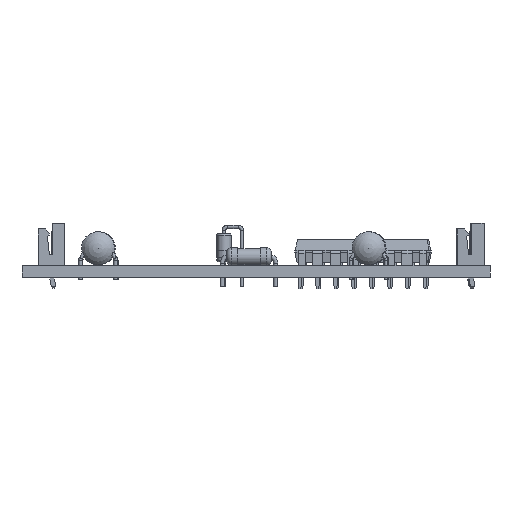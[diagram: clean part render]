
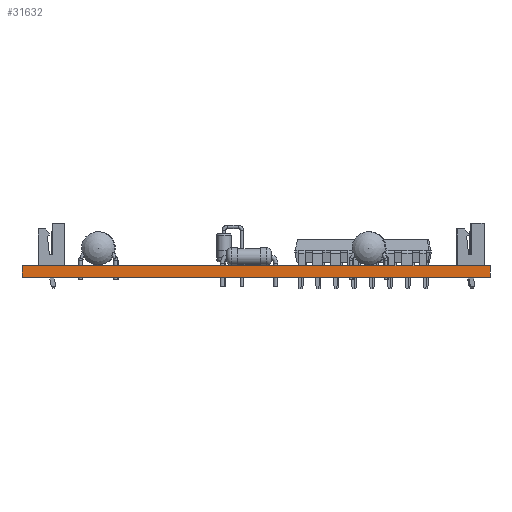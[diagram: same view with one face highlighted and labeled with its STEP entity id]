
A CAD part, front view. The second image highlights one B-rep face of the part: STEP entity #31632.
In plain terms, the highlighted planar face has unit normal (0, -1, 0).
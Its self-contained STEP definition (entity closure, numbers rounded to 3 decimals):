
#31632 = ADVANCED_FACE('',(#31633),#31647,.F.);
#31633 = FACE_BOUND('',#31634,.F.);
#31634 = EDGE_LOOP('',(#31635,#31670,#31698,#31726));
#31635 = ORIENTED_EDGE('',*,*,#31636,.T.);
#31636 = EDGE_CURVE('',#31637,#31639,#31641,.T.);
#31637 = VERTEX_POINT('',#31638);
#31638 = CARTESIAN_POINT('',(97.5,-129.75,0.));
#31639 = VERTEX_POINT('',#31640);
#31640 = CARTESIAN_POINT('',(97.5,-129.75,1.6));
#31641 = SURFACE_CURVE('',#31642,(#31646,#31658),.PCURVE_S1.);
#31642 = LINE('',#31643,#31644);
#31643 = CARTESIAN_POINT('',(97.5,-129.75,0.));
#31644 = VECTOR('',#31645,1.);
#31645 = DIRECTION('',(0.,0.,1.));
#31646 = PCURVE('',#31647,#31652);
#31647 = PLANE('',#31648);
#31648 = AXIS2_PLACEMENT_3D('',#31649,#31650,#31651);
#31649 = CARTESIAN_POINT('',(97.5,-129.75,0.));
#31650 = DIRECTION('',(0.,1.,0.));
#31651 = DIRECTION('',(1.,0.,0.));
#31652 = DEFINITIONAL_REPRESENTATION('',(#31653),#31657);
#31653 = LINE('',#31654,#31655);
#31654 = CARTESIAN_POINT('',(0.,0.));
#31655 = VECTOR('',#31656,1.);
#31656 = DIRECTION('',(0.,-1.));
#31657 = ( GEOMETRIC_REPRESENTATION_CONTEXT(2) 
PARAMETRIC_REPRESENTATION_CONTEXT() REPRESENTATION_CONTEXT('2D SPACE',''
  ) );
#31658 = PCURVE('',#31659,#31664);
#31659 = PLANE('',#31660);
#31660 = AXIS2_PLACEMENT_3D('',#31661,#31662,#31663);
#31661 = CARTESIAN_POINT('',(97.5,-73.5,0.));
#31662 = DIRECTION('',(1.,0.,-0.));
#31663 = DIRECTION('',(0.,-1.,0.));
#31664 = DEFINITIONAL_REPRESENTATION('',(#31665),#31669);
#31665 = LINE('',#31666,#31667);
#31666 = CARTESIAN_POINT('',(56.25,0.));
#31667 = VECTOR('',#31668,1.);
#31668 = DIRECTION('',(0.,-1.));
#31669 = ( GEOMETRIC_REPRESENTATION_CONTEXT(2) 
PARAMETRIC_REPRESENTATION_CONTEXT() REPRESENTATION_CONTEXT('2D SPACE',''
  ) );
#31670 = ORIENTED_EDGE('',*,*,#31671,.T.);
#31671 = EDGE_CURVE('',#31639,#31672,#31674,.T.);
#31672 = VERTEX_POINT('',#31673);
#31673 = CARTESIAN_POINT('',(164.,-129.75,1.6));
#31674 = SURFACE_CURVE('',#31675,(#31679,#31686),.PCURVE_S1.);
#31675 = LINE('',#31676,#31677);
#31676 = CARTESIAN_POINT('',(97.5,-129.75,1.6));
#31677 = VECTOR('',#31678,1.);
#31678 = DIRECTION('',(1.,0.,0.));
#31679 = PCURVE('',#31647,#31680);
#31680 = DEFINITIONAL_REPRESENTATION('',(#31681),#31685);
#31681 = LINE('',#31682,#31683);
#31682 = CARTESIAN_POINT('',(0.,-1.6));
#31683 = VECTOR('',#31684,1.);
#31684 = DIRECTION('',(1.,0.));
#31685 = ( GEOMETRIC_REPRESENTATION_CONTEXT(2) 
PARAMETRIC_REPRESENTATION_CONTEXT() REPRESENTATION_CONTEXT('2D SPACE',''
  ) );
#31686 = PCURVE('',#31687,#31692);
#31687 = PLANE('',#31688);
#31688 = AXIS2_PLACEMENT_3D('',#31689,#31690,#31691);
#31689 = CARTESIAN_POINT('',(130.745,-101.627,1.6));
#31690 = DIRECTION('',(0.,0.,1.));
#31691 = DIRECTION('',(1.,0.,-0.));
#31692 = DEFINITIONAL_REPRESENTATION('',(#31693),#31697);
#31693 = LINE('',#31694,#31695);
#31694 = CARTESIAN_POINT('',(-33.245,-28.123));
#31695 = VECTOR('',#31696,1.);
#31696 = DIRECTION('',(1.,0.));
#31697 = ( GEOMETRIC_REPRESENTATION_CONTEXT(2) 
PARAMETRIC_REPRESENTATION_CONTEXT() REPRESENTATION_CONTEXT('2D SPACE',''
  ) );
#31698 = ORIENTED_EDGE('',*,*,#31699,.F.);
#31699 = EDGE_CURVE('',#31700,#31672,#31702,.T.);
#31700 = VERTEX_POINT('',#31701);
#31701 = CARTESIAN_POINT('',(164.,-129.75,0.));
#31702 = SURFACE_CURVE('',#31703,(#31707,#31714),.PCURVE_S1.);
#31703 = LINE('',#31704,#31705);
#31704 = CARTESIAN_POINT('',(164.,-129.75,0.));
#31705 = VECTOR('',#31706,1.);
#31706 = DIRECTION('',(0.,0.,1.));
#31707 = PCURVE('',#31647,#31708);
#31708 = DEFINITIONAL_REPRESENTATION('',(#31709),#31713);
#31709 = LINE('',#31710,#31711);
#31710 = CARTESIAN_POINT('',(66.5,0.));
#31711 = VECTOR('',#31712,1.);
#31712 = DIRECTION('',(0.,-1.));
#31713 = ( GEOMETRIC_REPRESENTATION_CONTEXT(2) 
PARAMETRIC_REPRESENTATION_CONTEXT() REPRESENTATION_CONTEXT('2D SPACE',''
  ) );
#31714 = PCURVE('',#31715,#31720);
#31715 = PLANE('',#31716);
#31716 = AXIS2_PLACEMENT_3D('',#31717,#31718,#31719);
#31717 = CARTESIAN_POINT('',(164.,-129.75,0.));
#31718 = DIRECTION('',(-1.,0.,0.));
#31719 = DIRECTION('',(0.,1.,0.));
#31720 = DEFINITIONAL_REPRESENTATION('',(#31721),#31725);
#31721 = LINE('',#31722,#31723);
#31722 = CARTESIAN_POINT('',(0.,0.));
#31723 = VECTOR('',#31724,1.);
#31724 = DIRECTION('',(0.,-1.));
#31725 = ( GEOMETRIC_REPRESENTATION_CONTEXT(2) 
PARAMETRIC_REPRESENTATION_CONTEXT() REPRESENTATION_CONTEXT('2D SPACE',''
  ) );
#31726 = ORIENTED_EDGE('',*,*,#31727,.F.);
#31727 = EDGE_CURVE('',#31637,#31700,#31728,.T.);
#31728 = SURFACE_CURVE('',#31729,(#31733,#31740),.PCURVE_S1.);
#31729 = LINE('',#31730,#31731);
#31730 = CARTESIAN_POINT('',(97.5,-129.75,0.));
#31731 = VECTOR('',#31732,1.);
#31732 = DIRECTION('',(1.,0.,0.));
#31733 = PCURVE('',#31647,#31734);
#31734 = DEFINITIONAL_REPRESENTATION('',(#31735),#31739);
#31735 = LINE('',#31736,#31737);
#31736 = CARTESIAN_POINT('',(0.,0.));
#31737 = VECTOR('',#31738,1.);
#31738 = DIRECTION('',(1.,0.));
#31739 = ( GEOMETRIC_REPRESENTATION_CONTEXT(2) 
PARAMETRIC_REPRESENTATION_CONTEXT() REPRESENTATION_CONTEXT('2D SPACE',''
  ) );
#31740 = PCURVE('',#31741,#31746);
#31741 = PLANE('',#31742);
#31742 = AXIS2_PLACEMENT_3D('',#31743,#31744,#31745);
#31743 = CARTESIAN_POINT('',(130.745,-101.627,0.));
#31744 = DIRECTION('',(0.,0.,1.));
#31745 = DIRECTION('',(1.,0.,-0.));
#31746 = DEFINITIONAL_REPRESENTATION('',(#31747),#31751);
#31747 = LINE('',#31748,#31749);
#31748 = CARTESIAN_POINT('',(-33.245,-28.123));
#31749 = VECTOR('',#31750,1.);
#31750 = DIRECTION('',(1.,0.));
#31751 = ( GEOMETRIC_REPRESENTATION_CONTEXT(2) 
PARAMETRIC_REPRESENTATION_CONTEXT() REPRESENTATION_CONTEXT('2D SPACE',''
  ) );
